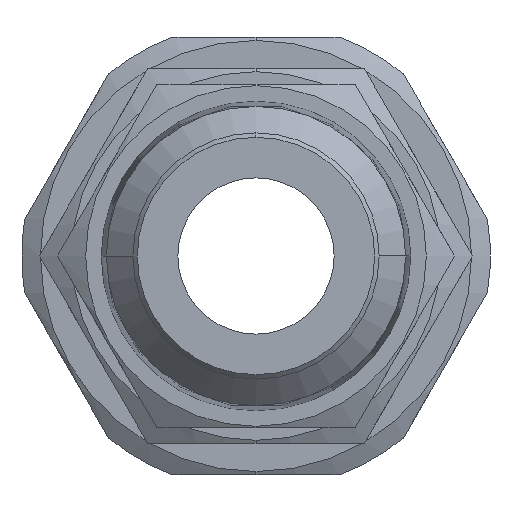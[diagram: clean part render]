
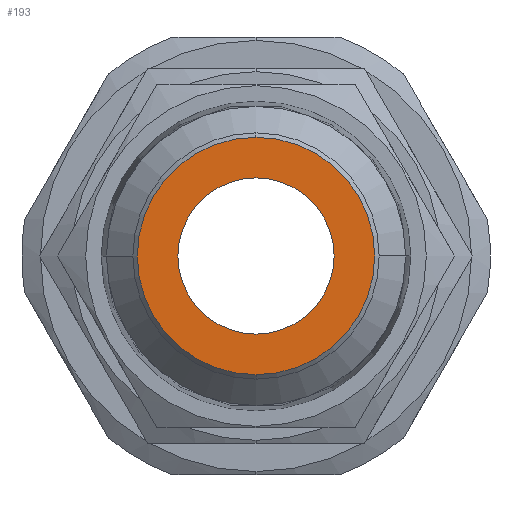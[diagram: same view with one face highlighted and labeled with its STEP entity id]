
A CAD part, front view. The second image highlights one B-rep face of the part: STEP entity #193.
In plain terms, the highlighted planar face has unit normal (0, -1, 0).
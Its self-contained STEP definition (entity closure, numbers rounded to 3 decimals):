
#5 = AXIS2_PLACEMENT_3D ( 'NONE', #2015, #2000, #2011 ) ;
#193 = ADVANCED_FACE ( 'NONE', ( #1491, #1492 ), #2003, .F. ) ;
#305 = EDGE_CURVE ( 'NONE', #1010, #992, #1981, .T. ) ;
#308 = EDGE_CURVE ( 'NONE', #1021, #983, #1961, .T. ) ;
#546 = EDGE_CURVE ( 'NONE', #992, #1010, #2404, .T. ) ;
#549 = EDGE_CURVE ( 'NONE', #983, #1021, #2405, .T. ) ;
#647 = CARTESIAN_POINT ( 'NONE',  ( 0., 0.006, 0. ) ) ;
#648 = DIRECTION ( 'NONE',  ( 0., -1., 0. ) ) ;
#649 = DIRECTION ( 'NONE',  ( 0., 0., -1. ) ) ;
#654 = CARTESIAN_POINT ( 'NONE',  ( 0., 0.006, 0. ) ) ;
#655 = DIRECTION ( 'NONE',  ( 0., -1., 0. ) ) ;
#656 = DIRECTION ( 'NONE',  ( 0., 0., -1. ) ) ;
#828 = ORIENTED_EDGE ( 'NONE', *, *, #305, .T. ) ;
#829 = ORIENTED_EDGE ( 'NONE', *, *, #308, .F. ) ;
#831 = ORIENTED_EDGE ( 'NONE', *, *, #549, .F. ) ;
#832 = ORIENTED_EDGE ( 'NONE', *, *, #546, .T. ) ;
#983 = VERTEX_POINT ( 'NONE', #1232 ) ;
#992 = VERTEX_POINT ( 'NONE', #1241 ) ;
#1010 = VERTEX_POINT ( 'NONE', #1259 ) ;
#1021 = VERTEX_POINT ( 'NONE', #1270 ) ;
#1232 = CARTESIAN_POINT ( 'NONE',  ( 0., 0.006, 2.5 ) ) ;
#1241 = CARTESIAN_POINT ( 'NONE',  ( 0., 0.006, -3.8 ) ) ;
#1259 = CARTESIAN_POINT ( 'NONE',  ( 0., 0.006, 3.8 ) ) ;
#1270 = CARTESIAN_POINT ( 'NONE',  ( 0., 0.006, -2.5 ) ) ;
#1363 = EDGE_LOOP ( 'NONE', ( #828, #832 ) ) ;
#1420 = EDGE_LOOP ( 'NONE', ( #829, #831 ) ) ;
#1491 = FACE_BOUND ( 'NONE', #1420, .T. ) ;
#1492 = FACE_OUTER_BOUND ( 'NONE', #1363, .T. ) ;
#1898 = AXIS2_PLACEMENT_3D ( 'NONE', #647, #648, #649 ) ;
#1909 = AXIS2_PLACEMENT_3D ( 'NONE', #654, #655, #656 ) ;
#1950 = AXIS2_PLACEMENT_3D ( 'NONE', #2397, #2399, #2400 ) ;
#1961 = CIRCLE ( 'NONE', #1950, 2.5 ) ;
#1980 = AXIS2_PLACEMENT_3D ( 'NONE', #2388, #2383, #2393 ) ;
#1981 = CIRCLE ( 'NONE', #1980, 3.8 ) ;
#2000 = DIRECTION ( 'NONE',  ( 0., 1., 0. ) ) ;
#2003 = PLANE ( 'NONE',  #5 ) ;
#2011 = DIRECTION ( 'NONE',  ( 0., 0., 1. ) ) ;
#2015 = CARTESIAN_POINT ( 'NONE',  ( -3.8, 0.006, 0. ) ) ;
#2383 = DIRECTION ( 'NONE',  ( 0., -1., 0. ) ) ;
#2388 = CARTESIAN_POINT ( 'NONE',  ( 0., 0.006, 0. ) ) ;
#2393 = DIRECTION ( 'NONE',  ( 0., 0., -1. ) ) ;
#2397 = CARTESIAN_POINT ( 'NONE',  ( 0., 0.006, 0. ) ) ;
#2399 = DIRECTION ( 'NONE',  ( 0., -1., 0. ) ) ;
#2400 = DIRECTION ( 'NONE',  ( 0., 0., -1. ) ) ;
#2404 = CIRCLE ( 'NONE', #1898, 3.8 ) ;
#2405 = CIRCLE ( 'NONE', #1909, 2.5 ) ;
